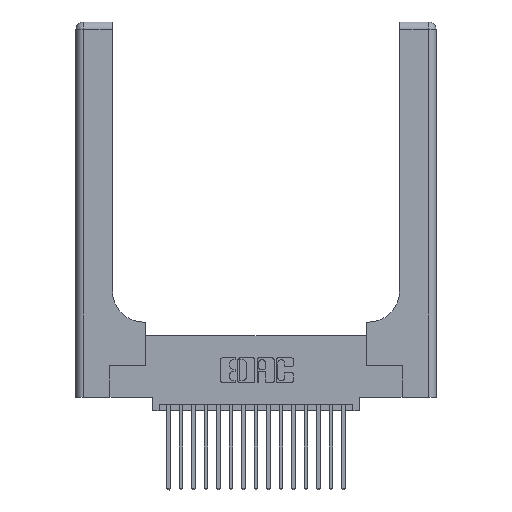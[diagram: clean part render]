
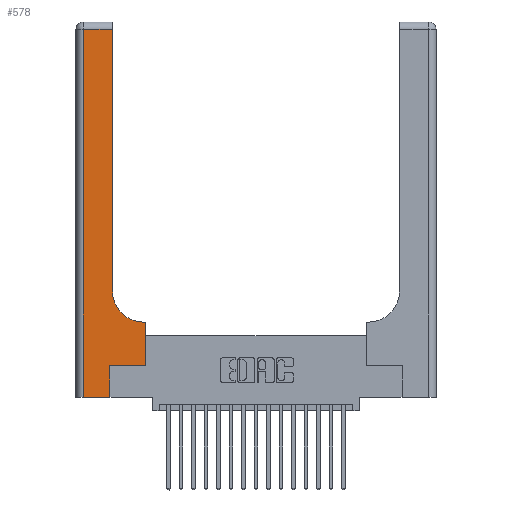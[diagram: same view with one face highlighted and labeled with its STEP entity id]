
A CAD part, top view. The second image highlights one B-rep face of the part: STEP entity #578.
In plain terms, the highlighted planar face has unit normal (0, 0, 1).
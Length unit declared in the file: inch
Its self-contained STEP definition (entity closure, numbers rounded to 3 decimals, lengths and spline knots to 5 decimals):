
#15 = EDGE_CURVE ( 'NONE', #1798, #19667, #14247, .T. ) ;
#371 = ORIENTED_EDGE ( 'NONE', *, *, #15254, .T. ) ;
#578 = ADVANCED_FACE ( 'NONE', ( #8710 ), #4770, .F. ) ;
#687 = EDGE_CURVE ( 'NONE', #16897, #7482, #13957, .T. ) ;
#907 = VECTOR ( 'NONE', #8453, 39.37008 ) ;
#1255 = CARTESIAN_POINT ( 'NONE',  ( 0.2915, 0.6, 0.37 ) ) ;
#1447 = DIRECTION ( 'NONE',  ( 0., 0., -1. ) ) ;
#1798 = VERTEX_POINT ( 'NONE', #4441 ) ;
#2416 = VERTEX_POINT ( 'NONE', #11778 ) ;
#2639 = CARTESIAN_POINT ( 'NONE',  ( 0.06, 3., 0.37 ) ) ;
#2653 = VECTOR ( 'NONE', #9276, 39.37008 ) ;
#2777 = CARTESIAN_POINT ( 'NONE',  ( 0.5585, 0.25, 0.37 ) ) ;
#3413 = VECTOR ( 'NONE', #12078, 39.37008 ) ;
#4264 = LINE ( 'NONE', #12902, #15622 ) ;
#4441 = CARTESIAN_POINT ( 'NONE',  ( 0.06, 2.94, 0.37 ) ) ;
#4736 = VERTEX_POINT ( 'NONE', #12757 ) ;
#4770 = PLANE ( 'NONE',  #17797 ) ;
#4865 = ORIENTED_EDGE ( 'NONE', *, *, #14632, .T. ) ;
#5308 = CARTESIAN_POINT ( 'NONE',  ( 0.269, 0.25, 0.37 ) ) ;
#5452 = CARTESIAN_POINT ( 'NONE',  ( 0., 3., 0.37 ) ) ;
#5525 = VERTEX_POINT ( 'NONE', #7719 ) ;
#6096 = CARTESIAN_POINT ( 'NONE',  ( 0.2915, 3., 0.37 ) ) ;
#6380 = EDGE_CURVE ( 'NONE', #4736, #16897, #14902, .T. ) ;
#6501 = LINE ( 'NONE', #1255, #11789 ) ;
#6870 = CARTESIAN_POINT ( 'NONE',  ( 0., 0., 0.37 ) ) ;
#6956 = CARTESIAN_POINT ( 'NONE',  ( 0., 2.94, 0.37 ) ) ;
#7142 = LINE ( 'NONE', #2777, #8763 ) ;
#7482 = VERTEX_POINT ( 'NONE', #11645 ) ;
#7719 = CARTESIAN_POINT ( 'NONE',  ( 0.269, 0., 0.37 ) ) ;
#7894 = VECTOR ( 'NONE', #16731, 39.37008 ) ;
#8386 = EDGE_CURVE ( 'NONE', #2416, #4736, #6501, .T. ) ;
#8453 = DIRECTION ( 'NONE',  ( 1., 0., 0. ) ) ;
#8710 = FACE_OUTER_BOUND ( 'NONE', #9398, .T. ) ;
#8763 = VECTOR ( 'NONE', #15663, 39.37008 ) ;
#8951 = ORIENTED_EDGE ( 'NONE', *, *, #15, .T. ) ;
#8969 = DIRECTION ( 'NONE',  ( -1., 0., 0. ) ) ;
#9276 = DIRECTION ( 'NONE',  ( 0., 1., 0. ) ) ;
#9398 = EDGE_LOOP ( 'NONE', ( #9808, #19334, #8951, #371, #4865, #20420, #20750, #13868, #13961 ) ) ;
#9808 = ORIENTED_EDGE ( 'NONE', *, *, #687, .T. ) ;
#9899 = LINE ( 'NONE', #6956, #7894 ) ;
#9909 = DIRECTION ( 'NONE',  ( 0., 1., 0. ) ) ;
#10159 = DIRECTION ( 'NONE',  ( 1., 0., 0. ) ) ;
#11471 = CARTESIAN_POINT ( 'NONE',  ( 0.269, 0.25, 0.37 ) ) ;
#11523 = VERTEX_POINT ( 'NONE', #11471 ) ;
#11645 = CARTESIAN_POINT ( 'NONE',  ( 0.2915, 2.94, 0.37 ) ) ;
#11703 = EDGE_CURVE ( 'NONE', #7482, #1798, #9899, .T. ) ;
#11778 = CARTESIAN_POINT ( 'NONE',  ( 0.5585, 0.6, 0.37 ) ) ;
#11789 = VECTOR ( 'NONE', #8969, 39.37008 ) ;
#11803 = VERTEX_POINT ( 'NONE', #15195 ) ;
#11973 = DIRECTION ( 'NONE',  ( 0., 0., -1. ) ) ;
#12078 = DIRECTION ( 'NONE',  ( 0., -1., 0. ) ) ;
#12757 = CARTESIAN_POINT ( 'NONE',  ( 0.5415, 0.6, 0.37 ) ) ;
#12902 = CARTESIAN_POINT ( 'NONE',  ( 0.269, 0., 0.37 ) ) ;
#13868 = ORIENTED_EDGE ( 'NONE', *, *, #8386, .T. ) ;
#13957 = LINE ( 'NONE', #6096, #2653 ) ;
#13961 = ORIENTED_EDGE ( 'NONE', *, *, #6380, .T. ) ;
#14201 = LINE ( 'NONE', #5308, #907 ) ;
#14247 = LINE ( 'NONE', #2639, #3413 ) ;
#14273 = DIRECTION ( 'NONE',  ( 1., 0., 0. ) ) ;
#14344 = CARTESIAN_POINT ( 'NONE',  ( 0.5415, 0.85, 0.37 ) ) ;
#14632 = EDGE_CURVE ( 'NONE', #5525, #11523, #4264, .T. ) ;
#14902 = CIRCLE ( 'NONE', #16144, 0.25 ) ;
#15195 = CARTESIAN_POINT ( 'NONE',  ( 0.5585, 0.25, 0.37 ) ) ;
#15254 = EDGE_CURVE ( 'NONE', #19667, #5525, #17090, .T. ) ;
#15339 = VECTOR ( 'NONE', #10159, 39.37008 ) ;
#15622 = VECTOR ( 'NONE', #9909, 39.37008 ) ;
#15663 = DIRECTION ( 'NONE',  ( 0., 1., 0. ) ) ;
#16144 = AXIS2_PLACEMENT_3D ( 'NONE', #14344, #1447, #14273 ) ;
#16178 = CARTESIAN_POINT ( 'NONE',  ( 0.2915, 0.85, 0.37 ) ) ;
#16731 = DIRECTION ( 'NONE',  ( -1., 0., 0. ) ) ;
#16897 = VERTEX_POINT ( 'NONE', #16178 ) ;
#17090 = LINE ( 'NONE', #6870, #15339 ) ;
#17797 = AXIS2_PLACEMENT_3D ( 'NONE', #5452, #11973, #19877 ) ;
#18079 = EDGE_CURVE ( 'NONE', #11523, #11803, #14201, .T. ) ;
#19334 = ORIENTED_EDGE ( 'NONE', *, *, #11703, .T. ) ;
#19336 = CARTESIAN_POINT ( 'NONE',  ( 0.06, 0., 0.37 ) ) ;
#19667 = VERTEX_POINT ( 'NONE', #19336 ) ;
#19877 = DIRECTION ( 'NONE',  ( -1., 0., 0. ) ) ;
#20183 = EDGE_CURVE ( 'NONE', #11803, #2416, #7142, .T. ) ;
#20420 = ORIENTED_EDGE ( 'NONE', *, *, #18079, .T. ) ;
#20750 = ORIENTED_EDGE ( 'NONE', *, *, #20183, .T. ) ;
